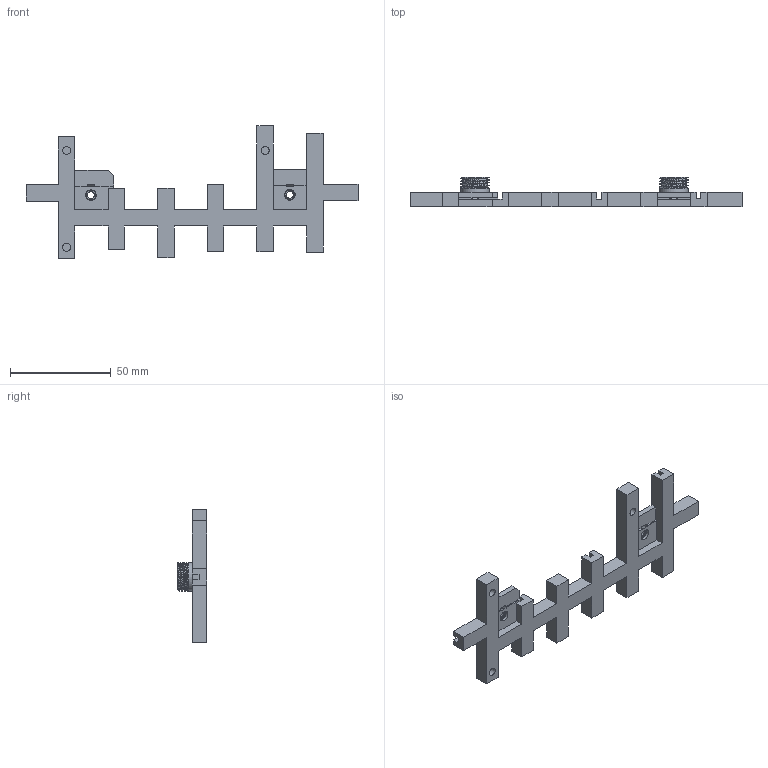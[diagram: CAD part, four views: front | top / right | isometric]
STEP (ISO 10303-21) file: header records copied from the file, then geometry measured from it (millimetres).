
FILE_DESCRIPTION(/* description */ (''),/* implementation_level */ '2;1');
FILE_NAME(/* name */ 'Keyboard PCB Frame.step',/* time_stamp */ '2020-07-13T19:52:43-05:00',/* author */ (''),/* organization */ (''),/* preprocessor_version */ 'ST-DEVELOPER v18.1',/* originating_system */ 'Autodesk Translation Framework v9.3.0.1241',/* authorisation */ '');
FILE_SCHEMA (('AUTOMOTIVE_DESIGN { 1 0 10303 214 3 1 1 }'));
Length unit declared in the file: inch
Products named in the file (1): Keyboard PCB Frame
Bounding box: 164.54 x 14.7 x 65.57 mm (x, y, z)
Volume: 24410.8 mm3; surface area: 15906.7 mm2
Topology: 1 solids, 1 shells, 157 faces, 432 edges, 288 vertices
Faces by surface type: plane 113, cylinder 40, bspline 4
Full cylindrical faces by diameter (mm): 3.486 x2, 3.962 x3, 4.762 x2, 5.3 x2, 10.16 x2, 10.744 x2, 12.573 x6, 14.143 x8
Entity records: 7176 total; most frequent: CARTESIAN_POINT 3176, ORIENTED_EDGE 864, DIRECTION 752, EDGE_CURVE 432, LINE 324, VECTOR 324, VERTEX_POINT 288, AXIS2_PLACEMENT_3D 214
